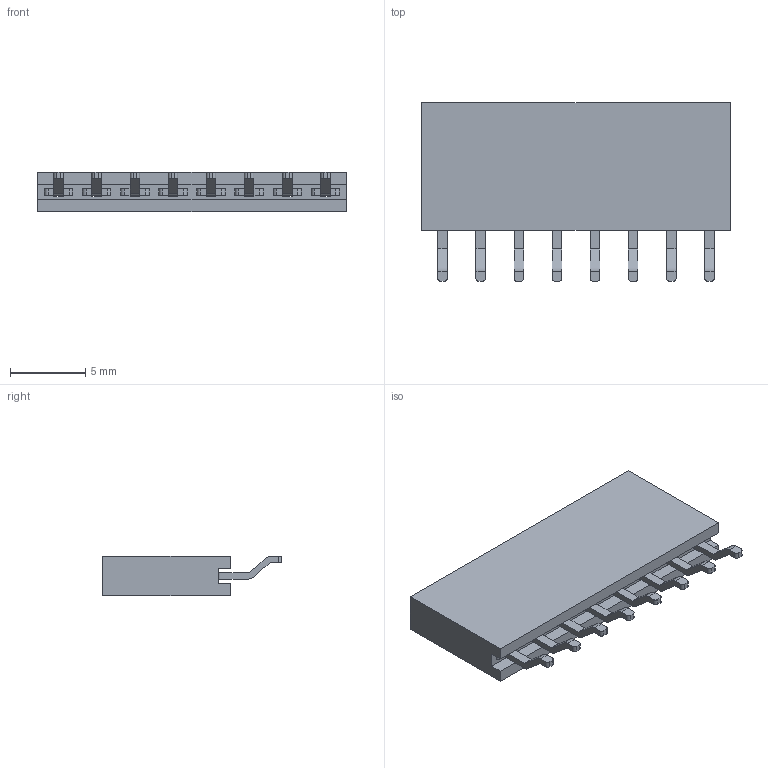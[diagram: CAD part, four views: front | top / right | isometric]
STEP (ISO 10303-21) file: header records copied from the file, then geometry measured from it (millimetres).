
FILE_DESCRIPTION (( 'STEP AP214' ), '1' );
FILE_NAME ('M20-7910842R.STEP', '2020-04-06T18:52:48', ( '' ), ( '' ), 'SwSTEP 2.0', 'SolidWorks 2018', '' );
FILE_SCHEMA (( 'AUTOMOTIVE_DESIGN' ));
Length unit declared in the file: millimetre
Products named in the file (1): M20-7910842R
Bounding box: 20.57 x 11.9 x 2.65 mm (x, y, z)
Volume: 426.7 mm3; surface area: 1112.5 mm2
Topology: 9 solids, 9 shells, 378 faces, 1048 edges, 688 vertices
Faces by surface type: plane 274, cylinder 104
Entity records: 14432 total; most frequent: CARTESIAN_POINT 2115, ORIENTED_EDGE 2096, DIRECTION 2014, EDGE_CURVE 1048, LINE 840, VECTOR 840, VERTEX_POINT 688, AXIS2_PLACEMENT_3D 587
